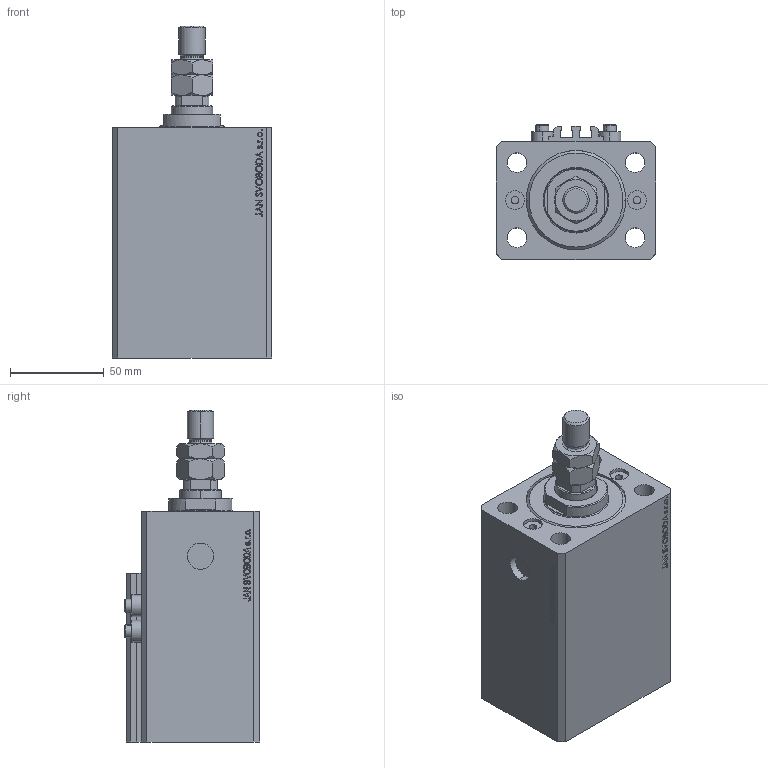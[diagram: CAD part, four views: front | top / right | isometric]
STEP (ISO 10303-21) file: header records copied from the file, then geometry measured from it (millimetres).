
FILE_DESCRIPTION (( 'STEP AP203' ), '1' );
FILE_NAME ('ca14.STEP', '2022-04-09T18:31:26', ( '' ), ( '' ), 'SwSTEP 2.0', 'SolidWorks 2019', '' );
FILE_SCHEMA (( 'CONFIG_CONTROL_DESIGN' ));
Length unit declared in the file: millimetre
Products named in the file (6): V250CE_C_Body 8565ffe719098a8049a4ff8281328d30; V250CE_VC_C 8565ffe719098a8049a4ff8281328d30; ALLEN BOLT V250CE 8565ffe719098a8049a4ff8281328d30; ca14; V250CE_C_VCP 8565ffe719098a8049a4ff8281328d30; MTA 8565ffe719098a8049a4ff8281328d30
Assembly tree (8 placements, depth 2):
  ca14
    V250CE_C_Body 8565ffe719098a8049a4ff8281328d30
    ALLEN BOLT V250CE 8565ffe719098a8049a4ff8281328d30  x4
    V250CE_C_VCP 8565ffe719098a8049a4ff8281328d30
    V250CE_VC_C 8565ffe719098a8049a4ff8281328d30
    MTA 8565ffe719098a8049a4ff8281328d30
Bounding box: 85 x 72 x 176.9 mm (x, y, z)
Volume: 597950 mm3; surface area: 118864 mm2
Topology: 9 solids, 9 shells, 1081 faces, 2693 edges, 1751 vertices
Faces by surface type: plane 519, bspline 374, cylinder 88, cone 84, torus 16
Entity records: 48692 total; most frequent: CARTESIAN_POINT 26341, ORIENTED_EDGE 5076, DIRECTION 3208, EDGE_CURVE 2538, VERTEX_POINT 1667, LINE 1504, VECTOR 1504, EDGE_LOOP 1129
